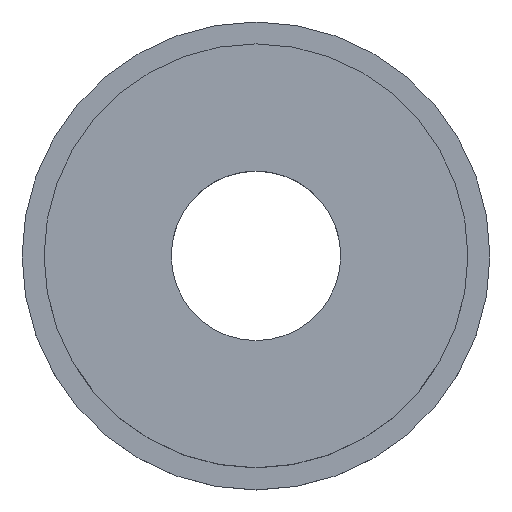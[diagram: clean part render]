
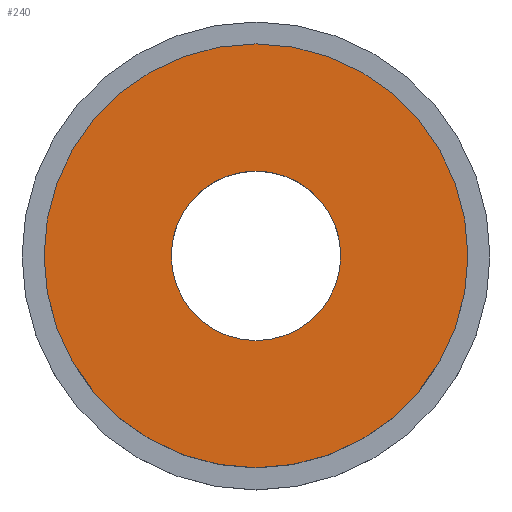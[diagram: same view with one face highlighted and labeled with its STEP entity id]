
A CAD part, top view. The second image highlights one B-rep face of the part: STEP entity #240.
In plain terms, the highlighted planar face has unit normal (0, 0, 1).
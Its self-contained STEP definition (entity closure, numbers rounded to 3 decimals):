
#127=CARTESIAN_POINT('POINT9',(-3.175,0.,3.912));
#128=VERTEX_POINT('VERTEX9',#127);
#136=CARTESIAN_POINT('POINT10',(3.175,0.,3.912));
#137=VERTEX_POINT('VERTEX10',#136);
#144=CARTESIAN_POINT('POS17',(0.,0.,3.912));
#145=DIRECTION('DIR29',(0.,0.,-1.));
#146=DIRECTION('DIR30',(-1.,0.,0.));
#147=AXIS2_PLACEMENT_3D('AXIS13',#144,#145,#146);
#148=CIRCLE('ELLIPSE9',#147,3.175);
#149=EDGE_CURVE('EDGE13',#128,#137,#148,.T.);
#162=CARTESIAN_POINT('POS19',(0.,0.,3.912));
#163=DIRECTION('DIR33',(0.,0.,-1.));
#164=DIRECTION('DIR34',(1.,0.,0.));
#165=AXIS2_PLACEMENT_3D('AXIS15',#162,#163,#164);
#166=CIRCLE('ELLIPSE10',#165,3.175);
#167=EDGE_CURVE('EDGE14',#137,#128,#166,.T.);
#177=CARTESIAN_POINT('POINT11',(-7.938,0.,3.912));
#178=VERTEX_POINT('VERTEX11',#177);
#185=CARTESIAN_POINT('POINT12',(7.938,0.,3.912));
#186=VERTEX_POINT('VERTEX12',#185);
#187=CARTESIAN_POINT('POS22',(0.,0.,3.912));
#188=DIRECTION('DIR38',(0.,0.,1.));
#189=DIRECTION('DIR39',(1.,0.,0.));
#190=AXIS2_PLACEMENT_3D('AXIS17',#187,#188,#189);
#191=CIRCLE('ELLIPSE11',#190,7.938);
#192=EDGE_CURVE('EDGE16',#186,#178,#191,.T.);
#210=CARTESIAN_POINT('POS25',(0.,0.,3.912));
#211=DIRECTION('DIR43',(0.,0.,1.));
#212=DIRECTION('DIR44',(-1.,0.,0.));
#213=AXIS2_PLACEMENT_3D('AXIS19',#210,#211,#212);
#214=CIRCLE('ELLIPSE12',#213,7.938);
#215=EDGE_CURVE('EDGE18',#178,#186,#214,.T.);
#227=ORIENTED_EDGE('COEDGE33',*,*,#215,.T.);
#228=ORIENTED_EDGE('COEDGE34',*,*,#192,.T.);
#229=EDGE_LOOP('NONE',(#227,#228));
#230=FACE_BOUND('LOOP1',#229,.T.);
#231=ORIENTED_EDGE('COEDGE35',*,*,#167,.T.);
#232=ORIENTED_EDGE('COEDGE36',*,*,#149,.T.);
#233=EDGE_LOOP('NONE',(#231,#232));
#234=FACE_BOUND('LOOP1',#233,.T.);
#235=CARTESIAN_POINT('POS27',(0.,0.,3.912));
#236=DIRECTION('DIR47',(0.,0.,1.));
#237=DIRECTION('DIR48',(1.,0.,0.));
#238=AXIS2_PLACEMENT_3D('AXIS21',#235,#236,#237);
#239=PLANE('PLANE3',#238);
#240=ADVANCED_FACE('FACE9',(#230,#234),#239,.T.);
